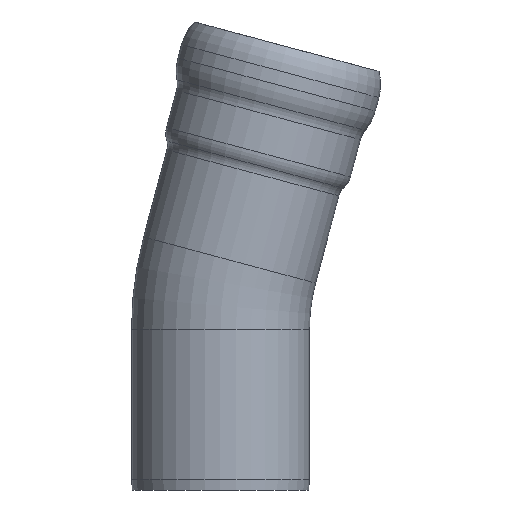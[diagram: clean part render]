
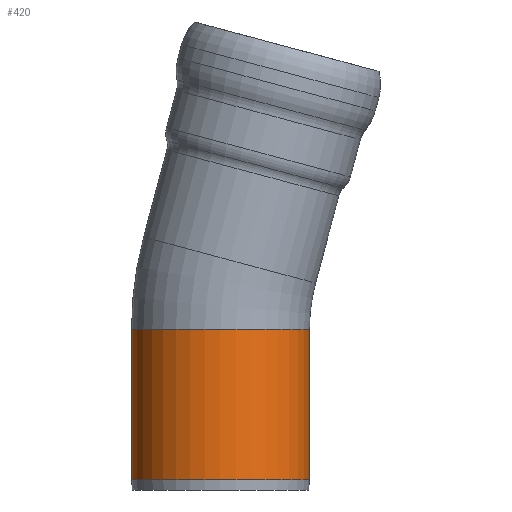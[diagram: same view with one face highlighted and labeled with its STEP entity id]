
A CAD part, front view. The second image highlights one B-rep face of the part: STEP entity #420.
In plain terms, the highlighted cylindrical face has radius 445 mm (diameter 890 mm), a full revolution.
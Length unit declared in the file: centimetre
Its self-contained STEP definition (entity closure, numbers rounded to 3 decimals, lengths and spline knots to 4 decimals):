
#27=CYLINDRICAL_SURFACE('',#497,44.5);
#62=FACE_OUTER_BOUND('',#88,.T.);
#88=EDGE_LOOP('',(#384,#385,#386,#387,#388));
#101=LINE('',#792,#112);
#112=VECTOR('',#661,44.5);
#159=CIRCLE('',#490,44.5);
#161=CIRCLE('',#492,44.5);
#164=CIRCLE('',#498,44.5);
#200=VERTEX_POINT('',#776);
#201=VERTEX_POINT('',#777);
#204=VERTEX_POINT('',#790);
#258=EDGE_CURVE('',#200,#201,#159,.T.);
#260=EDGE_CURVE('',#201,#200,#161,.T.);
#265=EDGE_CURVE('',#204,#204,#164,.T.);
#266=EDGE_CURVE('',#204,#201,#101,.T.);
#384=ORIENTED_EDGE('',*,*,#265,.F.);
#385=ORIENTED_EDGE('',*,*,#266,.T.);
#386=ORIENTED_EDGE('',*,*,#260,.T.);
#387=ORIENTED_EDGE('',*,*,#258,.T.);
#388=ORIENTED_EDGE('',*,*,#266,.F.);
#420=ADVANCED_FACE('',(#62),#27,.T.);
#490=AXIS2_PLACEMENT_3D('',#778,#641,#642);
#492=AXIS2_PLACEMENT_3D('',#780,#645,#646);
#497=AXIS2_PLACEMENT_3D('',#789,#657,#658);
#498=AXIS2_PLACEMENT_3D('',#791,#659,#660);
#641=DIRECTION('center_axis',(0.,0.,-1.));
#642=DIRECTION('ref_axis',(1.,0.,0.));
#645=DIRECTION('center_axis',(0.,0.,-1.));
#646=DIRECTION('ref_axis',(1.,0.,0.));
#657=DIRECTION('center_axis',(0.,0.,-1.));
#658=DIRECTION('ref_axis',(1.,0.,0.));
#659=DIRECTION('center_axis',(0.,0.,-1.));
#660=DIRECTION('ref_axis',(1.,0.,0.));
#661=DIRECTION('',(0.,0.,1.));
#776=CARTESIAN_POINT('',(44.5,0.,80.4232));
#777=CARTESIAN_POINT('',(-44.5,0.,80.4232));
#778=CARTESIAN_POINT('Origin',(0.,0.,80.4232));
#780=CARTESIAN_POINT('Origin',(0.,0.,80.4232));
#789=CARTESIAN_POINT('Origin',(0.,0.,42.7116));
#790=CARTESIAN_POINT('',(-44.5,0.,5.));
#791=CARTESIAN_POINT('Origin',(0.,0.,5.));
#792=CARTESIAN_POINT('',(-44.5,0.,42.7116));
